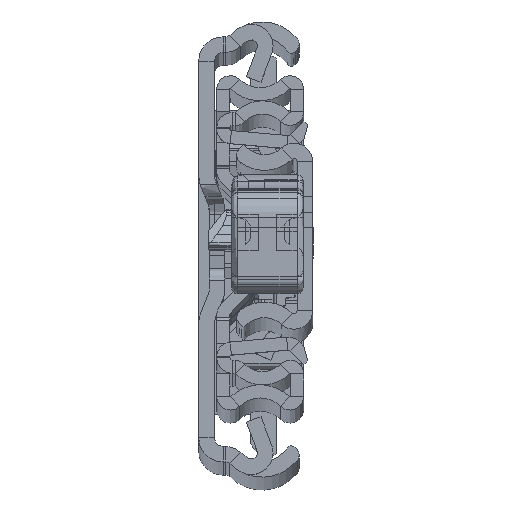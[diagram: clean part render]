
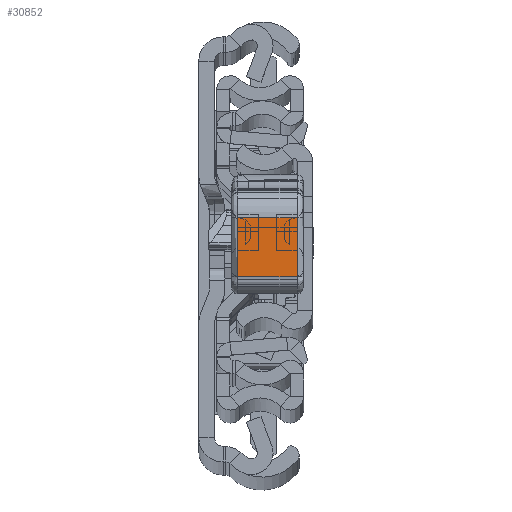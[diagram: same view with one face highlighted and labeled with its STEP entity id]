
A CAD part, top view. The second image highlights one B-rep face of the part: STEP entity #30852.
In plain terms, the highlighted face is planar.
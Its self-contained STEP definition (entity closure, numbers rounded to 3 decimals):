
#85 = EDGE_CURVE ( 'NONE', #23133, #5327, #3343, .T. ) ;
#871 = EDGE_LOOP ( 'NONE', ( #17674, #16746, #12615, #22386 ) ) ;
#950 = VECTOR ( 'NONE', #33518, 1000. ) ;
#1725 = DIRECTION ( 'NONE',  ( -1., 0.027, 0. ) ) ;
#1899 = PLANE ( 'NONE',  #10814 ) ;
#1918 = CARTESIAN_POINT ( 'NONE',  ( 39.818, -2.465, 10. ) ) ;
#2059 = CARTESIAN_POINT ( 'NONE',  ( 39.55, -12.274, 11. ) ) ;
#3343 = LINE ( 'NONE', #24387, #950 ) ;
#5327 = VERTEX_POINT ( 'NONE', #27419 ) ;
#5989 = EDGE_CURVE ( 'NONE', #29461, #28926, #26388, .T. ) ;
#8981 = VECTOR ( 'NONE', #28920, 1000. ) ;
#10223 = CARTESIAN_POINT ( 'NONE',  ( 39.55, -12.274, 11. ) ) ;
#10814 = AXIS2_PLACEMENT_3D ( 'NONE', #10223, #1725, #12768 ) ;
#11067 = CARTESIAN_POINT ( 'NONE',  ( 39.55, -12.274, 0. ) ) ;
#11939 = CARTESIAN_POINT ( 'NONE',  ( 39.818, -2.465, 11. ) ) ;
#12051 = VECTOR ( 'NONE', #18888, 1000. ) ;
#12167 = EDGE_CURVE ( 'NONE', #28926, #23133, #22980, .T. ) ;
#12615 = ORIENTED_EDGE ( 'NONE', *, *, #12167, .T. ) ;
#12768 = DIRECTION ( 'NONE',  ( -0.027, -1., 0. ) ) ;
#13905 = VECTOR ( 'NONE', #33960, 1000. ) ;
#16746 = ORIENTED_EDGE ( 'NONE', *, *, #5989, .T. ) ;
#17674 = ORIENTED_EDGE ( 'NONE', *, *, #31961, .T. ) ;
#18257 = CARTESIAN_POINT ( 'NONE',  ( 39.55, -12.274, 0. ) ) ;
#18888 = DIRECTION ( 'NONE',  ( 0., 0., -1. ) ) ;
#21604 = LINE ( 'NONE', #2059, #12051 ) ;
#22386 = ORIENTED_EDGE ( 'NONE', *, *, #85, .T. ) ;
#22980 = LINE ( 'NONE', #11939, #13905 ) ;
#23133 = VERTEX_POINT ( 'NONE', #1918 ) ;
#23469 = CARTESIAN_POINT ( 'NONE',  ( 39.818, -2.465, 0. ) ) ;
#24387 = CARTESIAN_POINT ( 'NONE',  ( 39.55, -12.274, 10. ) ) ;
#26388 = LINE ( 'NONE', #18257, #8981 ) ;
#27419 = CARTESIAN_POINT ( 'NONE',  ( 39.55, -12.274, 10. ) ) ;
#28920 = DIRECTION ( 'NONE',  ( 0.027, 1., 0. ) ) ;
#28926 = VERTEX_POINT ( 'NONE', #23469 ) ;
#29373 = FACE_OUTER_BOUND ( 'NONE', #871, .T. ) ;
#29461 = VERTEX_POINT ( 'NONE', #11067 ) ;
#30852 = ADVANCED_FACE ( 'NONE', ( #29373 ), #1899, .F. ) ;
#31961 = EDGE_CURVE ( 'NONE', #5327, #29461, #21604, .T. ) ;
#33518 = DIRECTION ( 'NONE',  ( -0.027, -1., 0. ) ) ;
#33960 = DIRECTION ( 'NONE',  ( 0., 0., 1. ) ) ;
